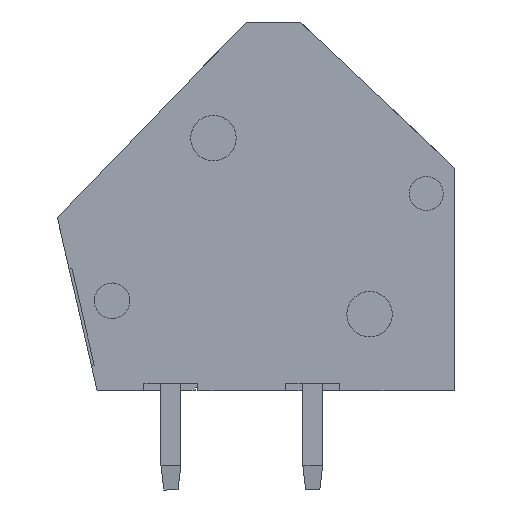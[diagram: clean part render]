
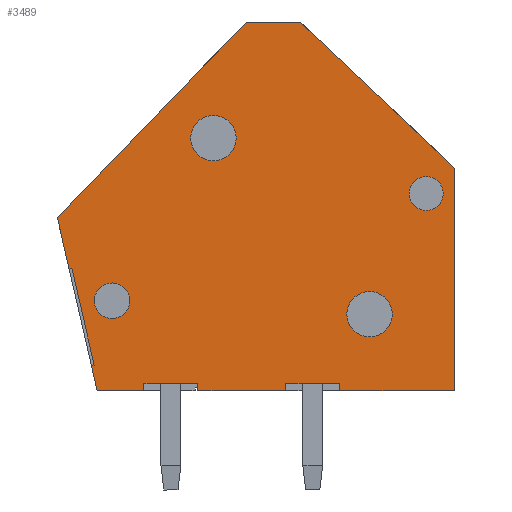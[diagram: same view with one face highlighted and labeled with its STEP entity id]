
A CAD part, left-side view. The second image highlights one B-rep face of the part: STEP entity #3489.
In plain terms, the highlighted planar face has unit normal (-1, 0, 0).
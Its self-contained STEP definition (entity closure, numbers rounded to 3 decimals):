
#117=CIRCLE('',#3736,0.625);
#118=CIRCLE('',#3737,0.8);
#119=CIRCLE('',#3738,0.8);
#120=CIRCLE('',#3739,0.6);
#267=ORIENTED_EDGE('',*,*,#1272,.T.);
#268=ORIENTED_EDGE('',*,*,#1273,.T.);
#269=ORIENTED_EDGE('',*,*,#1274,.T.);
#270=ORIENTED_EDGE('',*,*,#1275,.T.);
#271=ORIENTED_EDGE('',*,*,#1276,.T.);
#272=ORIENTED_EDGE('',*,*,#1277,.T.);
#273=ORIENTED_EDGE('',*,*,#1278,.T.);
#274=ORIENTED_EDGE('',*,*,#1279,.T.);
#275=ORIENTED_EDGE('',*,*,#1280,.T.);
#276=ORIENTED_EDGE('',*,*,#1281,.F.);
#277=ORIENTED_EDGE('',*,*,#1282,.F.);
#278=ORIENTED_EDGE('',*,*,#1283,.F.);
#279=ORIENTED_EDGE('',*,*,#1284,.T.);
#280=ORIENTED_EDGE('',*,*,#1285,.T.);
#281=ORIENTED_EDGE('',*,*,#1286,.T.);
#282=ORIENTED_EDGE('',*,*,#1287,.T.);
#283=ORIENTED_EDGE('',*,*,#1227,.T.);
#284=ORIENTED_EDGE('',*,*,#1288,.T.);
#285=ORIENTED_EDGE('',*,*,#1289,.T.);
#286=ORIENTED_EDGE('',*,*,#1290,.T.);
#287=ORIENTED_EDGE('',*,*,#1291,.T.);
#288=ORIENTED_EDGE('',*,*,#1292,.T.);
#1227=EDGE_CURVE('',#1733,#1734,#2072,.T.);
#1272=EDGE_CURVE('',#1771,#1771,#117,.T.);
#1273=EDGE_CURVE('',#1772,#1772,#118,.T.);
#1274=EDGE_CURVE('',#1773,#1773,#119,.T.);
#1275=EDGE_CURVE('',#1774,#1774,#120,.T.);
#1276=EDGE_CURVE('',#1775,#1776,#2114,.T.);
#1277=EDGE_CURVE('',#1776,#1777,#2115,.T.);
#1278=EDGE_CURVE('',#1777,#1778,#2116,.T.);
#1279=EDGE_CURVE('',#1778,#1779,#2117,.T.);
#1280=EDGE_CURVE('',#1779,#1780,#2118,.T.);
#1281=EDGE_CURVE('',#1781,#1780,#2119,.T.);
#1282=EDGE_CURVE('',#1782,#1781,#2120,.T.);
#1283=EDGE_CURVE('',#1783,#1782,#2121,.T.);
#1284=EDGE_CURVE('',#1783,#1784,#2122,.T.);
#1285=EDGE_CURVE('',#1784,#1785,#2123,.T.);
#1286=EDGE_CURVE('',#1785,#1786,#2124,.T.);
#1287=EDGE_CURVE('',#1786,#1733,#2125,.T.);
#1288=EDGE_CURVE('',#1734,#1787,#2126,.T.);
#1289=EDGE_CURVE('',#1787,#1788,#2127,.T.);
#1290=EDGE_CURVE('',#1788,#1789,#2128,.T.);
#1291=EDGE_CURVE('',#1789,#1790,#2129,.T.);
#1292=EDGE_CURVE('',#1790,#1775,#2130,.T.);
#1733=VERTEX_POINT('',#5030);
#1734=VERTEX_POINT('',#5031);
#1771=VERTEX_POINT('',#5121);
#1772=VERTEX_POINT('',#5123);
#1773=VERTEX_POINT('',#5125);
#1774=VERTEX_POINT('',#5127);
#1775=VERTEX_POINT('',#5129);
#1776=VERTEX_POINT('',#5130);
#1777=VERTEX_POINT('',#5132);
#1778=VERTEX_POINT('',#5134);
#1779=VERTEX_POINT('',#5136);
#1780=VERTEX_POINT('',#5138);
#1781=VERTEX_POINT('',#5140);
#1782=VERTEX_POINT('',#5142);
#1783=VERTEX_POINT('',#5144);
#1784=VERTEX_POINT('',#5146);
#1785=VERTEX_POINT('',#5148);
#1786=VERTEX_POINT('',#5150);
#1787=VERTEX_POINT('',#5153);
#1788=VERTEX_POINT('',#5155);
#1789=VERTEX_POINT('',#5157);
#1790=VERTEX_POINT('',#5159);
#2072=LINE('',#5029,#2481);
#2114=LINE('',#5128,#2523);
#2115=LINE('',#5131,#2524);
#2116=LINE('',#5133,#2525);
#2117=LINE('',#5135,#2526);
#2118=LINE('',#5137,#2527);
#2119=LINE('',#5139,#2528);
#2120=LINE('',#5141,#2529);
#2121=LINE('',#5143,#2530);
#2122=LINE('',#5145,#2531);
#2123=LINE('',#5147,#2532);
#2124=LINE('',#5149,#2533);
#2125=LINE('',#5151,#2534);
#2126=LINE('',#5152,#2535);
#2127=LINE('',#5154,#2536);
#2128=LINE('',#5156,#2537);
#2129=LINE('',#5158,#2538);
#2130=LINE('',#5160,#2539);
#2481=VECTOR('',#4029,1000.);
#2523=VECTOR('',#4101,1000.);
#2524=VECTOR('',#4102,1000.);
#2525=VECTOR('',#4103,1000.);
#2526=VECTOR('',#4104,1000.);
#2527=VECTOR('',#4105,1000.);
#2528=VECTOR('',#4106,1000.);
#2529=VECTOR('',#4107,1000.);
#2530=VECTOR('',#4108,1000.);
#2531=VECTOR('',#4109,1000.);
#2532=VECTOR('',#4110,1000.);
#2533=VECTOR('',#4111,1000.);
#2534=VECTOR('',#4112,1000.);
#2535=VECTOR('',#4113,1000.);
#2536=VECTOR('',#4114,1000.);
#2537=VECTOR('',#4115,1000.);
#2538=VECTOR('',#4116,1000.);
#2539=VECTOR('',#4117,1000.);
#2894=EDGE_LOOP('',(#267));
#2895=EDGE_LOOP('',(#268));
#2896=EDGE_LOOP('',(#269));
#2897=EDGE_LOOP('',(#270));
#2898=EDGE_LOOP('',(#271,#272,#273,#274,#275,#276,#277,#278,#279,#280,#281,
#282,#283,#284,#285,#286,#287,#288));
#3121=FACE_BOUND('',#2894,.T.);
#3122=FACE_BOUND('',#2895,.T.);
#3123=FACE_BOUND('',#2896,.T.);
#3124=FACE_BOUND('',#2897,.T.);
#3125=FACE_BOUND('',#2898,.T.);
#3344=PLANE('',#3735);
#3489=ADVANCED_FACE('',(#3121,#3122,#3123,#3124,#3125),#3344,.T.);
#3735=AXIS2_PLACEMENT_3D('',#5119,#4091,#4092);
#3736=AXIS2_PLACEMENT_3D('',#5120,#4093,#4094);
#3737=AXIS2_PLACEMENT_3D('',#5122,#4095,#4096);
#3738=AXIS2_PLACEMENT_3D('',#5124,#4097,#4098);
#3739=AXIS2_PLACEMENT_3D('',#5126,#4099,#4100);
#4029=DIRECTION('',(0.,0.693,-0.72));
#4091=DIRECTION('',(-1.,0.,0.));
#4092=DIRECTION('',(0.,0.,1.));
#4093=DIRECTION('',(1.,0.,0.));
#4094=DIRECTION('',(0.,-1.,0.));
#4095=DIRECTION('',(1.,0.,0.));
#4096=DIRECTION('',(0.,-1.,0.));
#4097=DIRECTION('',(1.,0.,0.));
#4098=DIRECTION('',(0.,-1.,0.));
#4099=DIRECTION('',(1.,0.,0.));
#4100=DIRECTION('',(0.,-1.,0.));
#4101=DIRECTION('',(0.,-1.,0.));
#4102=DIRECTION('',(0.,0.,1.));
#4103=DIRECTION('',(0.,-1.,0.));
#4104=DIRECTION('',(0.,0.,-1.));
#4105=DIRECTION('',(0.,-1.,0.));
#4106=DIRECTION('',(0.,0.,-1.));
#4107=DIRECTION('',(0.,1.,0.));
#4108=DIRECTION('',(0.,0.,1.));
#4109=DIRECTION('',(0.,-1.,0.));
#4110=DIRECTION('',(0.,0.,1.));
#4111=DIRECTION('',(0.,0.727,0.687));
#4112=DIRECTION('',(0.,1.,0.));
#4113=DIRECTION('',(0.,-0.224,-0.975));
#4114=DIRECTION('',(0.,-0.975,0.224));
#4115=DIRECTION('',(0.,-0.224,-0.975));
#4116=DIRECTION('',(0.,0.975,-0.224));
#4117=DIRECTION('',(0.,-0.224,-0.975));
#5029=CARTESIAN_POINT('',(-2.5,1.05,9.075));
#5030=CARTESIAN_POINT('',(-2.5,1.05,9.075));
#5031=CARTESIAN_POINT('',(-2.5,7.7,2.166));
#5119=CARTESIAN_POINT('',(-2.5,0.,0.));
#5120=CARTESIAN_POINT('',(-2.5,5.775,-0.75));
#5121=CARTESIAN_POINT('',(-2.5,5.15,-0.75));
#5122=CARTESIAN_POINT('',(-2.5,2.2,4.981));
#5123=CARTESIAN_POINT('',(-2.5,1.4,4.981));
#5124=CARTESIAN_POINT('',(-2.5,-3.304,-1.23));
#5125=CARTESIAN_POINT('',(-2.5,-4.104,-1.23));
#5126=CARTESIAN_POINT('',(-2.5,-5.3,3.025));
#5127=CARTESIAN_POINT('',(-2.5,-5.9,3.025));
#5128=CARTESIAN_POINT('',(-2.5,6.3,-3.925));
#5129=CARTESIAN_POINT('',(-2.5,6.3,-3.925));
#5130=CARTESIAN_POINT('',(-2.5,4.65,-3.925));
#5131=CARTESIAN_POINT('',(-2.5,4.65,0.));
#5132=CARTESIAN_POINT('',(-2.5,4.65,-3.675));
#5133=CARTESIAN_POINT('',(-2.5,0.,-3.675));
#5134=CARTESIAN_POINT('',(-2.5,2.75,-3.675));
#5135=CARTESIAN_POINT('',(-2.5,2.75,0.));
#5136=CARTESIAN_POINT('',(-2.5,2.75,-3.925));
#5137=CARTESIAN_POINT('',(-2.5,6.3,-3.925));
#5138=CARTESIAN_POINT('',(-2.5,-0.35,-3.925));
#5139=CARTESIAN_POINT('',(-2.5,-0.35,0.));
#5140=CARTESIAN_POINT('',(-2.5,-0.35,-3.675));
#5141=CARTESIAN_POINT('',(-2.5,0.,-3.675));
#5142=CARTESIAN_POINT('',(-2.5,-2.25,-3.675));
#5143=CARTESIAN_POINT('',(-2.5,-2.25,0.));
#5144=CARTESIAN_POINT('',(-2.5,-2.25,-3.925));
#5145=CARTESIAN_POINT('',(-2.5,6.3,-3.925));
#5146=CARTESIAN_POINT('',(-2.5,-6.3,-3.925));
#5147=CARTESIAN_POINT('',(-2.5,-6.3,-3.925));
#5148=CARTESIAN_POINT('',(-2.5,-6.3,3.925));
#5149=CARTESIAN_POINT('',(-2.5,-6.3,3.925));
#5150=CARTESIAN_POINT('',(-2.5,-0.85,9.075));
#5151=CARTESIAN_POINT('',(-2.5,-0.85,9.075));
#5152=CARTESIAN_POINT('',(-2.5,7.7,2.166));
#5153=CARTESIAN_POINT('',(-2.5,7.286,0.363));
#5154=CARTESIAN_POINT('',(-2.5,7.286,0.363));
#5155=CARTESIAN_POINT('',(-2.5,7.188,0.386));
#5156=CARTESIAN_POINT('',(-2.5,7.188,0.386));
#5157=CARTESIAN_POINT('',(-2.5,6.404,-3.025));
#5158=CARTESIAN_POINT('',(-2.5,6.404,-3.025));
#5159=CARTESIAN_POINT('',(-2.5,6.502,-3.048));
#5160=CARTESIAN_POINT('',(-2.5,6.502,-3.048));
